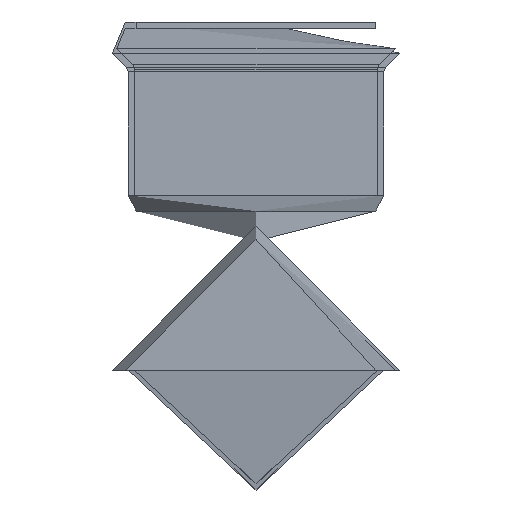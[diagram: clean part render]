
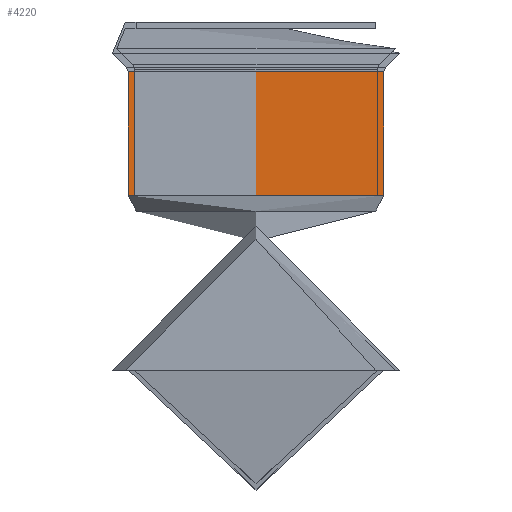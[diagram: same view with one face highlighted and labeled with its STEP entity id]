
A CAD part, left-side view. The second image highlights one B-rep face of the part: STEP entity #4220.
In plain terms, the highlighted free-form (B-spline) face has degree [1, 2] with [2, 9] control points.
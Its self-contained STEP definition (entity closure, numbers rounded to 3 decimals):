
#4159 = VERTEX_POINT('',#4160);
#4160 = CARTESIAN_POINT('',(15.781,0.,40.55));
#4166 = EDGE_CURVE('',#4167,#4159,#4169,.T.);
#4167 = VERTEX_POINT('',#4168);
#4168 = CARTESIAN_POINT('',(15.781,40.55,0.));
#4169 = ( BOUNDED_CURVE() B_SPLINE_CURVE(2,(#4170,#4171,#4172),
.UNSPECIFIED.,.F.,.F.) B_SPLINE_CURVE_WITH_KNOTS((3,3),(0.,
1.571),.PIECEWISE_BEZIER_KNOTS.) CURVE() 
GEOMETRIC_REPRESENTATION_ITEM() RATIONAL_B_SPLINE_CURVE((1.,
0.707,1.)) REPRESENTATION_ITEM('') );
#4170 = CARTESIAN_POINT('',(15.781,40.55,0.));
#4171 = CARTESIAN_POINT('',(15.781,40.55,40.55));
#4172 = CARTESIAN_POINT('',(15.781,0.,40.55));
#4174 = EDGE_CURVE('',#4175,#4167,#4177,.T.);
#4175 = VERTEX_POINT('',#4176);
#4176 = CARTESIAN_POINT('',(15.781,-40.55,0.));
#4177 = ( BOUNDED_CURVE() B_SPLINE_CURVE(2,(#4178,#4179,#4180,#4181,
#4182),.UNSPECIFIED.,.F.,.F.) B_SPLINE_CURVE_WITH_KNOTS((3,2,3),(
    3.142,4.712,6.283),
.PIECEWISE_BEZIER_KNOTS.) CURVE() GEOMETRIC_REPRESENTATION_ITEM() 
RATIONAL_B_SPLINE_CURVE((1.,0.707,1.,0.707,1.)) 
REPRESENTATION_ITEM('') );
#4178 = CARTESIAN_POINT('',(15.781,-40.55,0.));
#4179 = CARTESIAN_POINT('',(15.781,-40.55,-40.55));
#4180 = CARTESIAN_POINT('',(15.781,0.,-40.55));
#4181 = CARTESIAN_POINT('',(15.781,40.55,-40.55));
#4182 = CARTESIAN_POINT('',(15.781,40.55,0.));
#4184 = EDGE_CURVE('',#4159,#4175,#4185,.T.);
#4185 = ( BOUNDED_CURVE() B_SPLINE_CURVE(2,(#4186,#4187,#4188),
.UNSPECIFIED.,.F.,.F.) B_SPLINE_CURVE_WITH_KNOTS((3,3),(1.571,
3.142),.PIECEWISE_BEZIER_KNOTS.) CURVE() 
GEOMETRIC_REPRESENTATION_ITEM() RATIONAL_B_SPLINE_CURVE((1.,
0.707,1.)) REPRESENTATION_ITEM('') );
#4186 = CARTESIAN_POINT('',(15.781,0.,40.55));
#4187 = CARTESIAN_POINT('',(15.781,-40.55,40.55));
#4188 = CARTESIAN_POINT('',(15.781,-40.55,0.));
#4220 = ADVANCED_FACE('',(#4221),#4252,.T.);
#4221 = FACE_BOUND('',#4222,.T.);
#4222 = EDGE_LOOP('',(#4223,#4235,#4243,#4248,#4249,#4250,#4251));
#4223 = ORIENTED_EDGE('',*,*,#4224,.F.);
#4224 = EDGE_CURVE('',#4225,#4227,#4229,.T.);
#4225 = VERTEX_POINT('',#4226);
#4226 = CARTESIAN_POINT('',(55.,40.55,0.));
#4227 = VERTEX_POINT('',#4228);
#4228 = CARTESIAN_POINT('',(55.,-40.55,0.));
#4229 = ( BOUNDED_CURVE() B_SPLINE_CURVE(2,(#4230,#4231,#4232,#4233,
#4234),.UNSPECIFIED.,.F.,.F.) B_SPLINE_CURVE_WITH_KNOTS((3,2,3),(0.,
1.571,3.142),.UNSPECIFIED.) CURVE() 
GEOMETRIC_REPRESENTATION_ITEM() RATIONAL_B_SPLINE_CURVE((1.,
0.707,1.,0.707,1.)) REPRESENTATION_ITEM('') );
#4230 = CARTESIAN_POINT('',(55.,40.55,0.));
#4231 = CARTESIAN_POINT('',(55.,40.55,40.55));
#4232 = CARTESIAN_POINT('',(55.,0.,40.55));
#4233 = CARTESIAN_POINT('',(55.,-40.55,40.55));
#4234 = CARTESIAN_POINT('',(55.,-40.55,0.));
#4235 = ORIENTED_EDGE('',*,*,#4236,.F.);
#4236 = EDGE_CURVE('',#4227,#4225,#4237,.T.);
#4237 = ( BOUNDED_CURVE() B_SPLINE_CURVE(2,(#4238,#4239,#4240,#4241,
#4242),.UNSPECIFIED.,.F.,.F.) B_SPLINE_CURVE_WITH_KNOTS((3,2,3),(
    3.142,4.712,6.283),
.PIECEWISE_BEZIER_KNOTS.) CURVE() GEOMETRIC_REPRESENTATION_ITEM() 
RATIONAL_B_SPLINE_CURVE((1.,0.707,1.,0.707,1.)) 
REPRESENTATION_ITEM('') );
#4238 = CARTESIAN_POINT('',(55.,-40.55,0.));
#4239 = CARTESIAN_POINT('',(55.,-40.55,-40.55));
#4240 = CARTESIAN_POINT('',(55.,0.,-40.55));
#4241 = CARTESIAN_POINT('',(55.,40.55,-40.55));
#4242 = CARTESIAN_POINT('',(55.,40.55,0.));
#4243 = ORIENTED_EDGE('',*,*,#4244,.T.);
#4244 = EDGE_CURVE('',#4227,#4175,#4245,.T.);
#4245 = B_SPLINE_CURVE_WITH_KNOTS('',1,(#4246,#4247),.UNSPECIFIED.,.F.,
  .F.,(2,2),(-0.484,0.484),.PIECEWISE_BEZIER_KNOTS.);
#4246 = CARTESIAN_POINT('',(55.,-40.55,0.));
#4247 = CARTESIAN_POINT('',(15.781,-40.55,0.));
#4248 = ORIENTED_EDGE('',*,*,#4174,.T.);
#4249 = ORIENTED_EDGE('',*,*,#4166,.T.);
#4250 = ORIENTED_EDGE('',*,*,#4184,.T.);
#4251 = ORIENTED_EDGE('',*,*,#4244,.F.);
#4252 = ( BOUNDED_SURFACE() B_SPLINE_SURFACE(1,2,(
    (#4253,#4254,#4255,#4256,#4257,#4258,#4259,#4260,#4261)
    ,(#4262,#4263,#4264,#4265,#4266,#4267,#4268,#4269,#4270
)),.UNSPECIFIED.,.F.,.T.,.F.) B_SPLINE_SURFACE_WITH_KNOTS((2,2),(1,2,2,2
    ,2,2,1),(-0.484,0.484),(-4.712,
    -3.142,-1.571,0.,1.571,3.142,
4.712),.UNSPECIFIED.) GEOMETRIC_REPRESENTATION_ITEM() 
RATIONAL_B_SPLINE_SURFACE((
    (1.,0.707,1.,0.707,1.,0.707,1.
      ,0.707,1.)
    ,(1.,0.707,1.,0.707,1.,0.707,1.
,0.707,1.))) REPRESENTATION_ITEM('') SURFACE() );
#4253 = CARTESIAN_POINT('',(55.,-40.55,0.));
#4254 = CARTESIAN_POINT('',(55.,-40.55,-40.55));
#4255 = CARTESIAN_POINT('',(55.,0.,-40.55));
#4256 = CARTESIAN_POINT('',(55.,40.55,-40.55));
#4257 = CARTESIAN_POINT('',(55.,40.55,0.));
#4258 = CARTESIAN_POINT('',(55.,40.55,40.55));
#4259 = CARTESIAN_POINT('',(55.,0.,40.55));
#4260 = CARTESIAN_POINT('',(55.,-40.55,40.55));
#4261 = CARTESIAN_POINT('',(55.,-40.55,0.));
#4262 = CARTESIAN_POINT('',(15.781,-40.55,0.));
#4263 = CARTESIAN_POINT('',(15.781,-40.55,-40.55));
#4264 = CARTESIAN_POINT('',(15.781,0.,-40.55));
#4265 = CARTESIAN_POINT('',(15.781,40.55,-40.55));
#4266 = CARTESIAN_POINT('',(15.781,40.55,0.));
#4267 = CARTESIAN_POINT('',(15.781,40.55,40.55));
#4268 = CARTESIAN_POINT('',(15.781,0.,40.55));
#4269 = CARTESIAN_POINT('',(15.781,-40.55,40.55));
#4270 = CARTESIAN_POINT('',(15.781,-40.55,0.));
